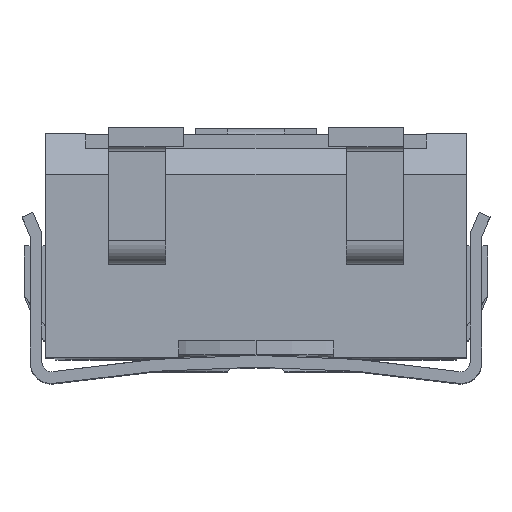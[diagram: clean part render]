
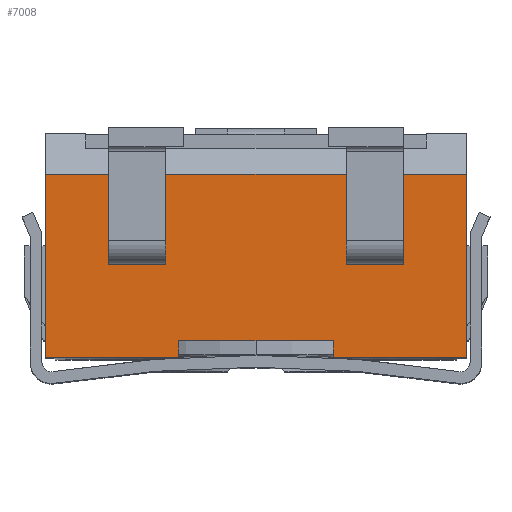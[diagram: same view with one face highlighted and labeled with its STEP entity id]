
A CAD part, top view. The second image highlights one B-rep face of the part: STEP entity #7008.
In plain terms, the highlighted planar face has unit normal (0, 0, 1).
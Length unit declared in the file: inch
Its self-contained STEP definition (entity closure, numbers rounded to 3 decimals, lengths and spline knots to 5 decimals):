
#892=DIRECTION('',(0.,-1.,0.));
#893=VECTOR('',#892,0.077);
#894=CARTESIAN_POINT('',(-0.0885,0.072,0.0886));
#895=LINE('',#894,#893);
#978=DIRECTION('',(0.,1.,0.));
#979=VECTOR('',#978,0.077);
#980=CARTESIAN_POINT('',(0.0885,-0.005,0.0886));
#981=LINE('',#980,#979);
#1094=DIRECTION('',(1.,0.,0.));
#1095=VECTOR('',#1094,0.065);
#1096=CARTESIAN_POINT('',(-0.0325,0.002,0.0886));
#1097=LINE('',#1096,#1095);
#1398=DIRECTION('',(1.,0.,0.));
#1399=VECTOR('',#1398,0.056);
#1400=CARTESIAN_POINT('',(-0.0885,-0.005,0.0886));
#1401=LINE('',#1400,#1399);
#1411=DIRECTION('',(1.,0.,0.));
#1412=VECTOR('',#1411,0.177);
#1413=CARTESIAN_POINT('',(-0.0885,0.072,0.0886));
#1414=LINE('',#1413,#1412);
#1415=DIRECTION('',(0.,1.,0.));
#1416=VECTOR('',#1415,0.007);
#1417=CARTESIAN_POINT('',(0.0325,-0.005,0.0886));
#1418=LINE('',#1417,#1416);
#1419=DIRECTION('',(0.,-1.,0.));
#1420=VECTOR('',#1419,0.008);
#1421=CARTESIAN_POINT('',(-0.062,0.042,0.0886));
#1422=LINE('',#1421,#1420);
#1423=DIRECTION('',(0.,-1.,0.));
#1424=VECTOR('',#1423,0.008);
#1425=CARTESIAN_POINT('',(0.038,0.042,0.0886));
#1426=LINE('',#1425,#1424);
#1479=DIRECTION('',(1.,0.,0.));
#1480=VECTOR('',#1479,0.056);
#1481=CARTESIAN_POINT('',(0.0325,-0.005,0.0886));
#1482=LINE('',#1481,#1480);
#1512=DIRECTION('',(0.,1.,0.));
#1513=VECTOR('',#1512,0.007);
#1514=CARTESIAN_POINT('',(-0.0325,-0.005,0.0886));
#1515=LINE('',#1514,#1513);
#1548=DIRECTION('',(1.,0.,0.));
#1549=VECTOR('',#1548,0.024);
#1550=CARTESIAN_POINT('',(-0.062,0.042,0.0886));
#1551=LINE('',#1550,#1549);
#1556=DIRECTION('',(0.,-1.,0.));
#1557=VECTOR('',#1556,0.008);
#1558=CARTESIAN_POINT('',(-0.038,0.042,0.0886));
#1559=LINE('',#1558,#1557);
#1592=DIRECTION('',(-1.,0.,0.));
#1593=VECTOR('',#1592,0.024);
#1594=CARTESIAN_POINT('',(-0.038,0.034,0.0886));
#1595=LINE('',#1594,#1593);
#1700=DIRECTION('',(1.,0.,0.));
#1701=VECTOR('',#1700,0.024);
#1702=CARTESIAN_POINT('',(0.038,0.042,0.0886));
#1703=LINE('',#1702,#1701);
#1708=DIRECTION('',(0.,-1.,0.));
#1709=VECTOR('',#1708,0.008);
#1710=CARTESIAN_POINT('',(0.062,0.042,0.0886));
#1711=LINE('',#1710,#1709);
#1740=DIRECTION('',(-1.,0.,0.));
#1741=VECTOR('',#1740,0.024);
#1742=CARTESIAN_POINT('',(0.062,0.034,0.0886));
#1743=LINE('',#1742,#1741);
#4283=CARTESIAN_POINT('',(0.038,0.042,0.0886));
#4284=CARTESIAN_POINT('',(0.038,0.034,0.0886));
#4285=VERTEX_POINT('',#4283);
#4286=VERTEX_POINT('',#4284);
#4299=CARTESIAN_POINT('',(-0.0885,0.072,0.0886));
#4300=CARTESIAN_POINT('',(0.0885,0.072,0.0886));
#4301=VERTEX_POINT('',#4299);
#4302=VERTEX_POINT('',#4300);
#4303=CARTESIAN_POINT('',(0.0885,-0.005,0.0886));
#4304=VERTEX_POINT('',#4303);
#4305=CARTESIAN_POINT('',(0.0325,-0.005,0.0886));
#4306=VERTEX_POINT('',#4305);
#4307=CARTESIAN_POINT('',(0.0325,0.002,0.0886));
#4308=VERTEX_POINT('',#4307);
#4309=CARTESIAN_POINT('',(-0.0325,0.002,0.0886));
#4310=VERTEX_POINT('',#4309);
#4311=CARTESIAN_POINT('',(-0.0325,-0.005,0.0886));
#4312=VERTEX_POINT('',#4311);
#4313=CARTESIAN_POINT('',(-0.0885,-0.005,0.0886));
#4314=VERTEX_POINT('',#4313);
#4315=CARTESIAN_POINT('',(-0.062,0.042,0.0886));
#4316=CARTESIAN_POINT('',(-0.062,0.034,0.0886));
#4317=VERTEX_POINT('',#4315);
#4318=VERTEX_POINT('',#4316);
#4319=CARTESIAN_POINT('',(-0.038,0.034,0.0886));
#4320=VERTEX_POINT('',#4319);
#4321=CARTESIAN_POINT('',(-0.038,0.042,0.0886));
#4322=VERTEX_POINT('',#4321);
#4323=CARTESIAN_POINT('',(0.062,0.034,0.0886));
#4324=VERTEX_POINT('',#4323);
#4325=CARTESIAN_POINT('',(0.062,0.042,0.0886));
#4326=VERTEX_POINT('',#4325);
#6969=CARTESIAN_POINT('',(0.0885,0.089,0.0886));
#6970=DIRECTION('',(0.,0.,1.));
#6971=DIRECTION('',(-1.,0.,0.));
#6972=AXIS2_PLACEMENT_3D('',#6969,#6970,#6971);
#6973=PLANE('',#6972);
#6975=ORIENTED_EDGE('',*,*,#6974,.T.);
#6976=ORIENTED_EDGE('',*,*,#6368,.F.);
#6978=ORIENTED_EDGE('',*,*,#6977,.F.);
#6980=ORIENTED_EDGE('',*,*,#6979,.T.);
#6981=ORIENTED_EDGE('',*,*,#6483,.F.);
#6983=ORIENTED_EDGE('',*,*,#6982,.F.);
#6984=ORIENTED_EDGE('',*,*,#6960,.F.);
#6985=ORIENTED_EDGE('',*,*,#6240,.F.);
#6986=EDGE_LOOP('',(#6975,#6976,#6978,#6980,#6981,#6983,#6984,#6985));
#6987=FACE_OUTER_BOUND('',#6986,.F.);
#6989=ORIENTED_EDGE('',*,*,#6988,.T.);
#6991=ORIENTED_EDGE('',*,*,#6990,.F.);
#6993=ORIENTED_EDGE('',*,*,#6992,.F.);
#6995=ORIENTED_EDGE('',*,*,#6994,.F.);
#6996=EDGE_LOOP('',(#6989,#6991,#6993,#6995));
#6997=FACE_BOUND('',#6996,.F.);
#6999=ORIENTED_EDGE('',*,*,#6998,.T.);
#7001=ORIENTED_EDGE('',*,*,#7000,.F.);
#7003=ORIENTED_EDGE('',*,*,#7002,.F.);
#7005=ORIENTED_EDGE('',*,*,#7004,.F.);
#7006=EDGE_LOOP('',(#6999,#7001,#7003,#7005));
#7007=FACE_BOUND('',#7006,.F.);
#7008=ADVANCED_FACE('',(#6987,#6997,#7007),#6973,.T.);
#6240=EDGE_CURVE('',#4301,#4314,#895,.T.);
#6368=EDGE_CURVE('',#4304,#4302,#981,.T.);
#6483=EDGE_CURVE('',#4310,#4308,#1097,.T.);
#6960=EDGE_CURVE('',#4314,#4312,#1401,.T.);
#6974=EDGE_CURVE('',#4301,#4302,#1414,.T.);
#6977=EDGE_CURVE('',#4306,#4304,#1482,.T.);
#6979=EDGE_CURVE('',#4306,#4308,#1418,.T.);
#6982=EDGE_CURVE('',#4312,#4310,#1515,.T.);
#6988=EDGE_CURVE('',#4317,#4318,#1422,.T.);
#6990=EDGE_CURVE('',#4320,#4318,#1595,.T.);
#6992=EDGE_CURVE('',#4322,#4320,#1559,.T.);
#6994=EDGE_CURVE('',#4317,#4322,#1551,.T.);
#6998=EDGE_CURVE('',#4285,#4286,#1426,.T.);
#7000=EDGE_CURVE('',#4324,#4286,#1743,.T.);
#7002=EDGE_CURVE('',#4326,#4324,#1711,.T.);
#7004=EDGE_CURVE('',#4285,#4326,#1703,.T.);
